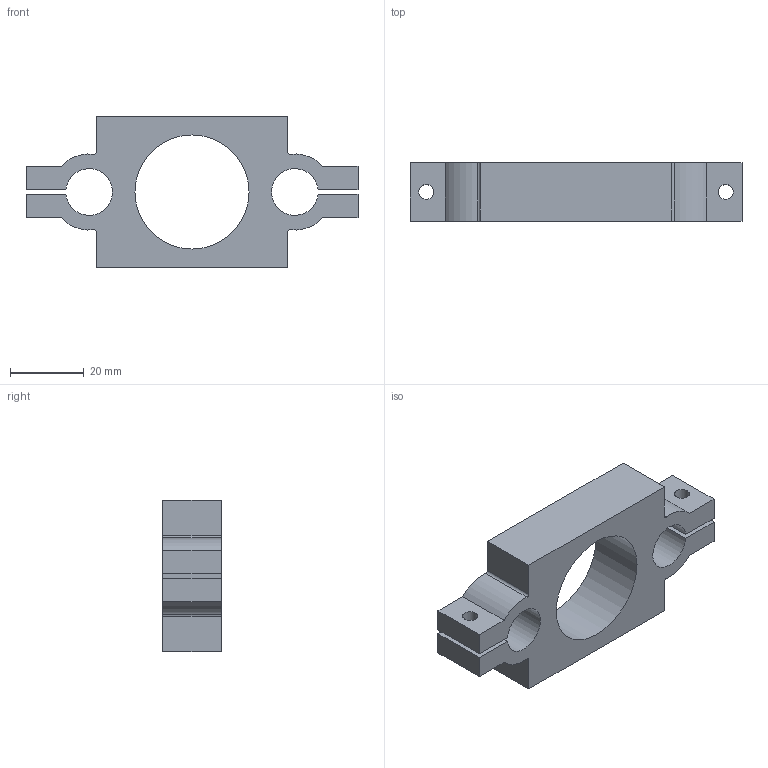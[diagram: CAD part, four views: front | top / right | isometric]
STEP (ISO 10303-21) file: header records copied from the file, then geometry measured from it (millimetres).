
FILE_DESCRIPTION(/* description */ (''),/* implementation_level */ '2;1');
FILE_NAME(/* name */ '5.step',/* time_stamp */ '2018-03-08T12:27:56-05:00',/* author */ ('mc78MSAS'),/* organization */ (''),/* preprocessor_version */ 'ST-DEVELOPER v16.13',/* originating_system */ 'Autodesk Translation Framework v6.5.0.72',/* authorisation */ '');
FILE_SCHEMA (('AUTOMOTIVE_DESIGN { 1 0 10303 214 3 1 1 }'));
Length unit declared in the file: inch
Products named in the file (1): Rod to Actuator Full v1
Bounding box: 90.17 x 15.88 x 41.16 mm (x, y, z)
Volume: 27231.8 mm3; surface area: 11117 mm2
Topology: 1 solids, 1 shells, 35 faces, 101 edges, 68 vertices
Faces by surface type: plane 20, cylinder 15
Full cylindrical faces by diameter (mm): 4.064 x4, 31 x1
Entity records: 1218 total; most frequent: DIRECTION 205, CARTESIAN_POINT 205, ORIENTED_EDGE 202, EDGE_CURVE 101, LINE 69, VECTOR 69, VERTEX_POINT 68, AXIS2_PLACEMENT_3D 68
